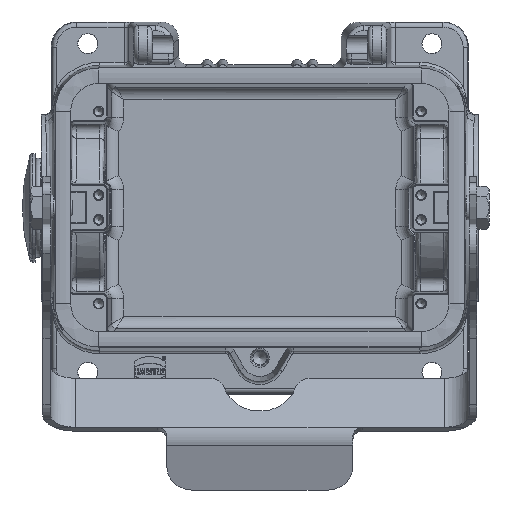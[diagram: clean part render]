
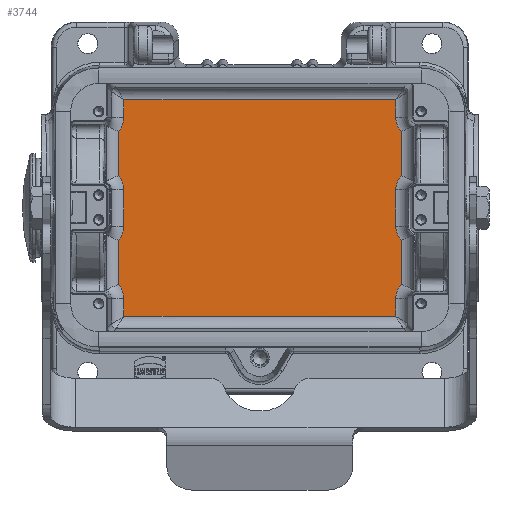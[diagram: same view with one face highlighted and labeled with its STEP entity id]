
A CAD part, top view. The second image highlights one B-rep face of the part: STEP entity #3744.
In plain terms, the highlighted planar face has unit normal (0, 0, 1).
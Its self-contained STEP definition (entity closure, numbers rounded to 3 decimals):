
#3222=CIRCLE('',#21001,6.86);
#3223=CIRCLE('',#21002,6.86);
#3224=CIRCLE('',#21003,6.86);
#3225=CIRCLE('',#21004,6.86);
#3226=CIRCLE('',#21005,6.86);
#3227=CIRCLE('',#21006,6.86);
#3228=CIRCLE('',#21007,6.86);
#3229=CIRCLE('',#21008,6.86);
#3744=ADVANCED_FACE('',(#4959),#4561,.T.);
#4561=PLANE('',#21009);
#4959=FACE_OUTER_BOUND('',#5772,.T.);
#5772=EDGE_LOOP('',(#7512,#7513,#7514,#7515,#7516,#7517,#7518,#7519,#7520,
#7521,#7522,#7523,#7524,#7525,#7526,#7527,#7528,#7529,#7530,#7531));
#7512=ORIENTED_EDGE('',*,*,#12885,.T.);
#7513=ORIENTED_EDGE('',*,*,#12886,.T.);
#7514=ORIENTED_EDGE('',*,*,#12887,.T.);
#7515=ORIENTED_EDGE('',*,*,#12888,.T.);
#7516=ORIENTED_EDGE('',*,*,#12889,.T.);
#7517=ORIENTED_EDGE('',*,*,#12890,.T.);
#7518=ORIENTED_EDGE('',*,*,#12891,.T.);
#7519=ORIENTED_EDGE('',*,*,#12892,.T.);
#7520=ORIENTED_EDGE('',*,*,#12893,.T.);
#7521=ORIENTED_EDGE('',*,*,#12894,.T.);
#7522=ORIENTED_EDGE('',*,*,#12895,.T.);
#7523=ORIENTED_EDGE('',*,*,#12896,.T.);
#7524=ORIENTED_EDGE('',*,*,#12897,.T.);
#7525=ORIENTED_EDGE('',*,*,#12898,.T.);
#7526=ORIENTED_EDGE('',*,*,#12899,.T.);
#7527=ORIENTED_EDGE('',*,*,#12900,.T.);
#7528=ORIENTED_EDGE('',*,*,#12901,.T.);
#7529=ORIENTED_EDGE('',*,*,#12902,.T.);
#7530=ORIENTED_EDGE('',*,*,#12903,.T.);
#7531=ORIENTED_EDGE('',*,*,#12904,.T.);
#11415=VERTEX_POINT('',#30890);
#11416=VERTEX_POINT('',#30891);
#11417=VERTEX_POINT('',#30893);
#11418=VERTEX_POINT('',#30895);
#11419=VERTEX_POINT('',#30897);
#11420=VERTEX_POINT('',#30899);
#11421=VERTEX_POINT('',#30901);
#11422=VERTEX_POINT('',#30903);
#11423=VERTEX_POINT('',#30905);
#11424=VERTEX_POINT('',#30907);
#11425=VERTEX_POINT('',#30909);
#11426=VERTEX_POINT('',#30911);
#11427=VERTEX_POINT('',#30913);
#11428=VERTEX_POINT('',#30915);
#11429=VERTEX_POINT('',#30917);
#11430=VERTEX_POINT('',#30919);
#11431=VERTEX_POINT('',#30921);
#11432=VERTEX_POINT('',#30923);
#11433=VERTEX_POINT('',#30925);
#11434=VERTEX_POINT('',#30927);
#12885=EDGE_CURVE('',#11415,#11416,#3222,.T.);
#12886=EDGE_CURVE('',#11416,#11417,#16978,.T.);
#12887=EDGE_CURVE('',#11417,#11418,#3223,.T.);
#12888=EDGE_CURVE('',#11418,#11419,#16979,.T.);
#12889=EDGE_CURVE('',#11419,#11420,#3224,.T.);
#12890=EDGE_CURVE('',#11420,#11421,#16980,.T.);
#12891=EDGE_CURVE('',#11421,#11422,#16981,.T.);
#12892=EDGE_CURVE('',#11422,#11423,#16982,.T.);
#12893=EDGE_CURVE('',#11423,#11424,#3225,.T.);
#12894=EDGE_CURVE('',#11424,#11425,#16983,.T.);
#12895=EDGE_CURVE('',#11425,#11426,#3226,.T.);
#12896=EDGE_CURVE('',#11426,#11427,#16984,.T.);
#12897=EDGE_CURVE('',#11427,#11428,#3227,.T.);
#12898=EDGE_CURVE('',#11428,#11429,#16985,.T.);
#12899=EDGE_CURVE('',#11429,#11430,#3228,.T.);
#12900=EDGE_CURVE('',#11430,#11431,#16986,.T.);
#12901=EDGE_CURVE('',#11431,#11432,#16987,.T.);
#12902=EDGE_CURVE('',#11432,#11433,#16988,.T.);
#12903=EDGE_CURVE('',#11433,#11434,#3229,.T.);
#12904=EDGE_CURVE('',#11434,#11415,#16989,.T.);
#16978=LINE('',#30892,#18282);
#16979=LINE('',#30896,#18283);
#16980=LINE('',#30900,#18284);
#16981=LINE('',#30902,#18285);
#16982=LINE('',#30904,#18286);
#16983=LINE('',#30908,#18287);
#16984=LINE('',#30912,#18288);
#16985=LINE('',#30916,#18289);
#16986=LINE('',#30920,#18290);
#16987=LINE('',#30922,#18291);
#16988=LINE('',#30924,#18292);
#16989=LINE('',#30928,#18293);
#18282=VECTOR('',#23354,1.);
#18283=VECTOR('',#23357,1.);
#18284=VECTOR('',#23360,1.);
#18285=VECTOR('',#23361,1.);
#18286=VECTOR('',#23362,1.);
#18287=VECTOR('',#23365,1.);
#18288=VECTOR('',#23368,1.);
#18289=VECTOR('',#23371,1.);
#18290=VECTOR('',#23374,1.);
#18291=VECTOR('',#23375,1.);
#18292=VECTOR('',#23376,1.);
#18293=VECTOR('',#23379,1.);
#21001=AXIS2_PLACEMENT_3D('',#30889,#23352,#23353);
#21002=AXIS2_PLACEMENT_3D('',#30894,#23355,#23356);
#21003=AXIS2_PLACEMENT_3D('',#30898,#23358,#23359);
#21004=AXIS2_PLACEMENT_3D('',#30906,#23363,#23364);
#21005=AXIS2_PLACEMENT_3D('',#30910,#23366,#23367);
#21006=AXIS2_PLACEMENT_3D('',#30914,#23369,#23370);
#21007=AXIS2_PLACEMENT_3D('',#30918,#23372,#23373);
#21008=AXIS2_PLACEMENT_3D('',#30926,#23377,#23378);
#21009=AXIS2_PLACEMENT_3D('',#30929,#23380,#23381);
#23352=DIRECTION('',(0.,0.,-1.));
#23353=DIRECTION('',(1.,0.,0.));
#23354=DIRECTION('',(0.,-1.,0.));
#23355=DIRECTION('',(0.,0.,-1.));
#23356=DIRECTION('',(1.,0.,0.));
#23357=DIRECTION('',(0.,-1.,0.));
#23358=DIRECTION('',(0.,0.,-1.));
#23359=DIRECTION('',(1.,0.,0.));
#23360=DIRECTION('',(0.,-1.,0.));
#23361=DIRECTION('',(1.,0.,0.));
#23362=DIRECTION('',(0.,1.,0.));
#23363=DIRECTION('',(0.,0.,-1.));
#23364=DIRECTION('',(1.,0.,0.));
#23365=DIRECTION('',(0.,1.,0.));
#23366=DIRECTION('',(0.,0.,-1.));
#23367=DIRECTION('',(1.,0.,0.));
#23368=DIRECTION('',(0.,1.,0.));
#23369=DIRECTION('',(0.,0.,-1.));
#23370=DIRECTION('',(1.,0.,0.));
#23371=DIRECTION('',(0.,1.,0.));
#23372=DIRECTION('',(0.,0.,-1.));
#23373=DIRECTION('',(1.,0.,0.));
#23374=DIRECTION('',(0.,1.,0.));
#23375=DIRECTION('',(-1.,0.,0.));
#23376=DIRECTION('',(0.,-1.,0.));
#23377=DIRECTION('',(0.,0.,-1.));
#23378=DIRECTION('',(1.,0.,0.));
#23379=DIRECTION('',(0.,-1.,0.));
#23380=DIRECTION('',(0.,0.,1.));
#23381=DIRECTION('',(1.,0.,0.));
#30889=CARTESIAN_POINT('',(-50.725,5.9,-81.9));
#30890=CARTESIAN_POINT('',(-45.565,10.421,-81.9));
#30891=CARTESIAN_POINT('',(-43.865,5.9,-81.9));
#30892=CARTESIAN_POINT('',(-43.865,-5.9,-81.9));
#30893=CARTESIAN_POINT('',(-43.865,-5.9,-81.9));
#30894=CARTESIAN_POINT('',(-50.725,-5.9,-81.9));
#30895=CARTESIAN_POINT('',(-45.565,-10.421,-81.9));
#30896=CARTESIAN_POINT('',(-45.565,-26.541,-81.9));
#30897=CARTESIAN_POINT('',(-45.565,-24.679,-81.9));
#30898=CARTESIAN_POINT('',(-50.725,-29.2,-81.9));
#30899=CARTESIAN_POINT('',(-43.865,-29.2,-81.9));
#30900=CARTESIAN_POINT('',(-43.865,-38.871,-81.9));
#30901=CARTESIAN_POINT('',(-43.865,-34.94,-81.9));
#30902=CARTESIAN_POINT('',(47.795,-34.94,-81.9));
#30903=CARTESIAN_POINT('',(43.865,-34.94,-81.9));
#30904=CARTESIAN_POINT('',(43.865,-29.2,-81.9));
#30905=CARTESIAN_POINT('',(43.865,-29.2,-81.9));
#30906=CARTESIAN_POINT('',(50.725,-29.2,-81.9));
#30907=CARTESIAN_POINT('',(45.565,-24.679,-81.9));
#30908=CARTESIAN_POINT('',(45.565,-8.559,-81.9));
#30909=CARTESIAN_POINT('',(45.565,-10.421,-81.9));
#30910=CARTESIAN_POINT('',(50.725,-5.9,-81.9));
#30911=CARTESIAN_POINT('',(43.865,-5.9,-81.9));
#30912=CARTESIAN_POINT('',(43.865,5.9,-81.9));
#30913=CARTESIAN_POINT('',(43.865,5.9,-81.9));
#30914=CARTESIAN_POINT('',(50.725,5.9,-81.9));
#30915=CARTESIAN_POINT('',(45.565,10.421,-81.9));
#30916=CARTESIAN_POINT('',(45.565,26.541,-81.9));
#30917=CARTESIAN_POINT('',(45.565,24.679,-81.9));
#30918=CARTESIAN_POINT('',(50.725,29.2,-81.9));
#30919=CARTESIAN_POINT('',(43.865,29.2,-81.9));
#30920=CARTESIAN_POINT('',(43.865,38.871,-81.9));
#30921=CARTESIAN_POINT('',(43.865,34.94,-81.9));
#30922=CARTESIAN_POINT('',(-47.795,34.94,-81.9));
#30923=CARTESIAN_POINT('',(-43.865,34.94,-81.9));
#30924=CARTESIAN_POINT('',(-43.865,29.2,-81.9));
#30925=CARTESIAN_POINT('',(-43.865,29.2,-81.9));
#30926=CARTESIAN_POINT('',(-50.725,29.2,-81.9));
#30927=CARTESIAN_POINT('',(-45.565,24.679,-81.9));
#30928=CARTESIAN_POINT('',(-45.565,8.559,-81.9));
#30929=CARTESIAN_POINT('',(0.,0.,-81.9));
